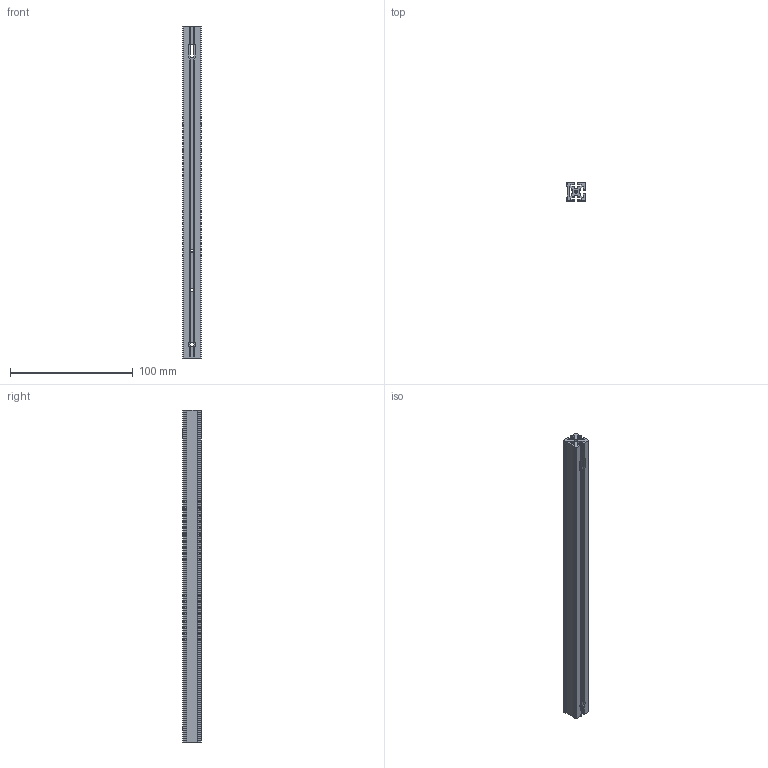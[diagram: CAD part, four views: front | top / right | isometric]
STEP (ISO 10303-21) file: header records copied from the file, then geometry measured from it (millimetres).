
FILE_DESCRIPTION (( 'STEP AP214' ), '1' );
FILE_NAME ('JXHMP4602-03031-a 顶部加强型材.step', '2025-02-07T09:21:19', ( 'Windows User' ), ( 'P R C' ), 'SwSTEP 2.0', 'SolidWorks 2020', '' );
FILE_SCHEMA (( 'AUTOMOTIVE_DESIGN' ));
Length unit declared in the file: millimetre
Products named in the file (1): JXHMP4602-03031-a 顶部加强型材
Bounding box: 15 x 15 x 271 mm (x, y, z)
Volume: 35255.9 mm3; surface area: 38770.3 mm2
Topology: 1 solids, 1 shells, 222 faces, 676 edges, 444 vertices
Faces by surface type: cylinder 126, plane 96
Entity records: 8188 total; most frequent: CARTESIAN_POINT 2031, ORIENTED_EDGE 1352, DIRECTION 1202, EDGE_CURVE 676, VERTEX_POINT 444, AXIS2_PLACEMENT_3D 403, VECTOR 396, LINE 396
